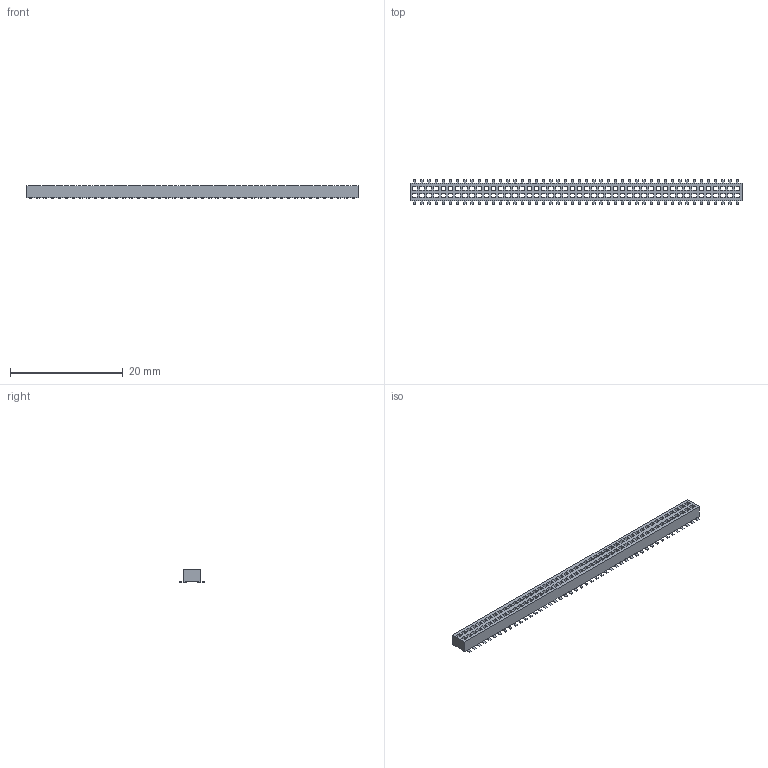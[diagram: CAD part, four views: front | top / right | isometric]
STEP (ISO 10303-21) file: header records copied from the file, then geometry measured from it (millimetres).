
FILE_DESCRIPTION(('FreeCAD Model'),'2;1');
FILE_NAME('Open CASCADE Shape Model','2025-01-12T20:14:48',(''),(''), 'Open CASCADE STEP processor 7.8','FreeCAD','Unknown');
FILE_SCHEMA(('AUTOMOTIVE_DESIGN { 1 0 10303 214 1 1 1 1 }'));
Length unit declared in the file: millimetre
Products named in the file (3): CLP-146-2-G-D-BETRM; C-106-22-1-G-46-BE_Pin; C-106-22-1-G-46-BE_Pin001
Bounding box: 58.85 x 4.32 x 2.29 mm (x, y, z)
Volume: 279 mm3; surface area: 1300.6 mm2
Topology: 3 solids, 3 shells, 1118 faces, 3336 edges, 2224 vertices
Faces by surface type: plane 934, cylinder 184
Entity records: 37554 total; most frequent: CARTESIAN_POINT 6679, ORIENTED_EDGE 6672, DIRECTION 5942, EDGE_CURVE 3336, LINE 2968, VECTOR 2968, VERTEX_POINT 2224, AXIS2_PLACEMENT_3D 1487
